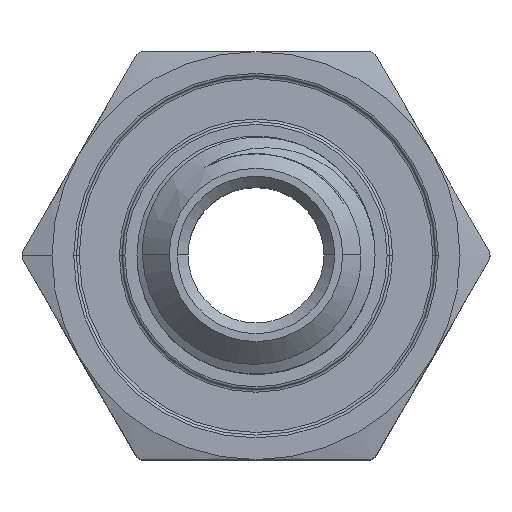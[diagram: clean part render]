
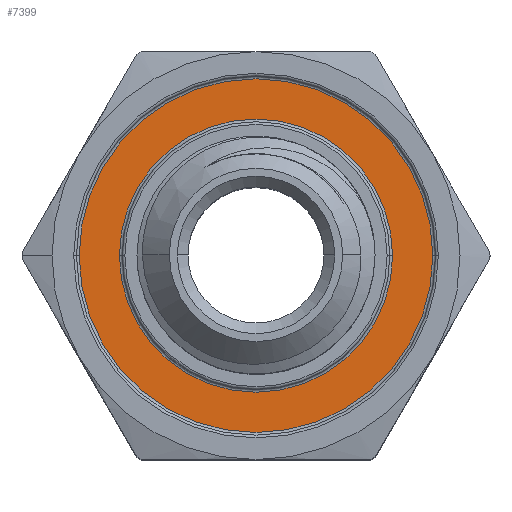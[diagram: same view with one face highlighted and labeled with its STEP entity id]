
A CAD part, top view. The second image highlights one B-rep face of the part: STEP entity #7399.
In plain terms, the highlighted planar face has unit normal (0, 0, 1).
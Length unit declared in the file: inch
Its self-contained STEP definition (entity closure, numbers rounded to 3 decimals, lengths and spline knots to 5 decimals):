
#313 = VERTEX_POINT ( 'NONE', #19113 ) ;
#495 = DIRECTION ( 'NONE',  ( 1., 0., 0. ) ) ;
#2092 = DIRECTION ( 'NONE',  ( 0., 0., 1. ) ) ;
#2353 = DIRECTION ( 'NONE',  ( 1., 0., 0. ) ) ;
#3124 = DIRECTION ( 'NONE',  ( 1., 0., 0. ) ) ;
#3854 = DIRECTION ( 'NONE',  ( 1., 0., 0. ) ) ;
#4417 = ORIENTED_EDGE ( 'NONE', *, *, #10898, .T. ) ;
#4899 = ORIENTED_EDGE ( 'NONE', *, *, #9973, .T. ) ;
#5442 = VERTEX_POINT ( 'NONE', #5890 ) ;
#5589 = CARTESIAN_POINT ( 'NONE',  ( -0.32506, 0., -0.74803 ) ) ;
#5890 = CARTESIAN_POINT ( 'NONE',  ( 0.32506, 0., -0.74803 ) ) ;
#6559 = VERTEX_POINT ( 'NONE', #21305 ) ;
#6920 = CARTESIAN_POINT ( 'NONE',  ( 0., 0., -0.74803 ) ) ;
#7132 = AXIS2_PLACEMENT_3D ( 'NONE', #14300, #2092, #495 ) ;
#7399 = ADVANCED_FACE ( 'NONE', ( #16290, #12169 ), #7725, .T. ) ;
#7587 = CIRCLE ( 'NONE', #9151, 0.25106 ) ;
#7725 = PLANE ( 'NONE',  #10951 ) ;
#7994 = EDGE_CURVE ( 'NONE', #14167, #5442, #9147, .T. ) ;
#9147 = CIRCLE ( 'NONE', #7132, 0.32506 ) ;
#9151 = AXIS2_PLACEMENT_3D ( 'NONE', #15108, #9811, #3124 ) ;
#9614 = DIRECTION ( 'NONE',  ( 0., 0., 1. ) ) ;
#9811 = DIRECTION ( 'NONE',  ( 0., 0., -1. ) ) ;
#9973 = EDGE_CURVE ( 'NONE', #5442, #14167, #14852, .T. ) ;
#10898 = EDGE_CURVE ( 'NONE', #6559, #313, #18936, .T. ) ;
#10951 = AXIS2_PLACEMENT_3D ( 'NONE', #11024, #9614, #2353 ) ;
#11024 = CARTESIAN_POINT ( 'NONE',  ( 0., 0.24606, -0.74803 ) ) ;
#12169 = FACE_OUTER_BOUND ( 'NONE', #21303, .T. ) ;
#12310 = ORIENTED_EDGE ( 'NONE', *, *, #7994, .T. ) ;
#13712 = EDGE_LOOP ( 'NONE', ( #4417, #14308 ) ) ;
#14167 = VERTEX_POINT ( 'NONE', #5589 ) ;
#14300 = CARTESIAN_POINT ( 'NONE',  ( 0., 0., -0.74803 ) ) ;
#14308 = ORIENTED_EDGE ( 'NONE', *, *, #17462, .T. ) ;
#14369 = AXIS2_PLACEMENT_3D ( 'NONE', #6920, #17244, #22341 ) ;
#14852 = CIRCLE ( 'NONE', #14369, 0.32506 ) ;
#15108 = CARTESIAN_POINT ( 'NONE',  ( 0., 0., -0.74803 ) ) ;
#16290 = FACE_BOUND ( 'NONE', #13712, .T. ) ;
#17244 = DIRECTION ( 'NONE',  ( 0., 0., 1. ) ) ;
#17462 = EDGE_CURVE ( 'NONE', #313, #6559, #7587, .T. ) ;
#18936 = CIRCLE ( 'NONE', #22387, 0.25106 ) ;
#19113 = CARTESIAN_POINT ( 'NONE',  ( -0.25106, 0., -0.74803 ) ) ;
#21259 = DIRECTION ( 'NONE',  ( 0., 0., -1. ) ) ;
#21303 = EDGE_LOOP ( 'NONE', ( #4899, #12310 ) ) ;
#21305 = CARTESIAN_POINT ( 'NONE',  ( 0.25106, 0., -0.74803 ) ) ;
#21405 = CARTESIAN_POINT ( 'NONE',  ( 0., 0., -0.74803 ) ) ;
#22341 = DIRECTION ( 'NONE',  ( 1., 0., 0. ) ) ;
#22387 = AXIS2_PLACEMENT_3D ( 'NONE', #21405, #21259, #3854 ) ;
